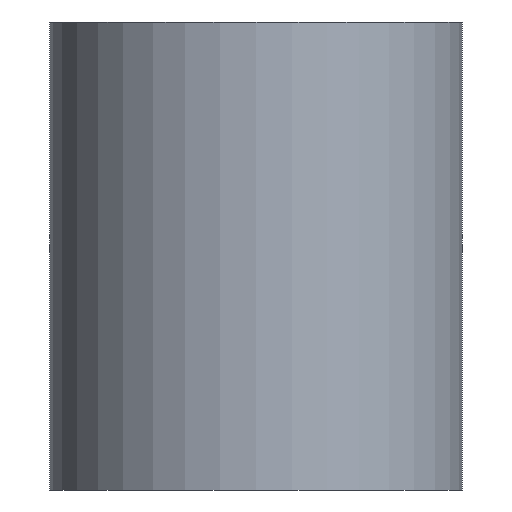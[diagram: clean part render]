
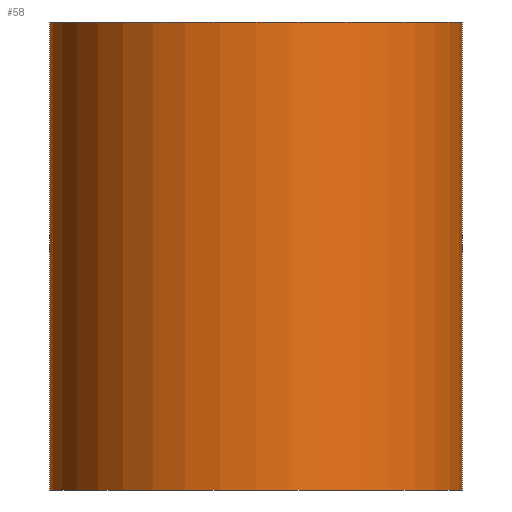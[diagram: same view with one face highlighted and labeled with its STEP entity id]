
A CAD part, front view. The second image highlights one B-rep face of the part: STEP entity #58.
In plain terms, the highlighted cylindrical face has radius 9.525 mm (diameter 19.05 mm), a full revolution.
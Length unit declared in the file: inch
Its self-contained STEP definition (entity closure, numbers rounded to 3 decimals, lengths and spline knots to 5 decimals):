
#20=FACE_BOUND('',#30,.T.);
#24=FACE_OUTER_BOUND('',#29,.T.);
#29=EDGE_LOOP('',(#49));
#30=EDGE_LOOP('',(#50));
#37=CIRCLE('',#67,0.375);
#38=CIRCLE('',#68,0.375);
#41=VERTEX_POINT('',#96);
#42=VERTEX_POINT('',#98);
#45=EDGE_CURVE('',#41,#41,#37,.T.);
#46=EDGE_CURVE('',#42,#42,#38,.T.);
#49=ORIENTED_EDGE('',*,*,#45,.F.);
#50=ORIENTED_EDGE('',*,*,#46,.T.);
#56=CYLINDRICAL_SURFACE('',#66,0.375);
#58=ADVANCED_FACE('',(#24,#20),#56,.T.);
#66=AXIS2_PLACEMENT_3D('',#95,#79,#80);
#67=AXIS2_PLACEMENT_3D('',#97,#81,#82);
#68=AXIS2_PLACEMENT_3D('',#99,#83,#84);
#79=DIRECTION('center_axis',(0.,0.,-1.));
#80=DIRECTION('ref_axis',(-1.,0.,0.));
#81=DIRECTION('center_axis',(0.,0.,1.));
#82=DIRECTION('ref_axis',(1.,0.,0.));
#83=DIRECTION('center_axis',(0.,0.,1.));
#84=DIRECTION('ref_axis',(1.,0.,0.));
#95=CARTESIAN_POINT('Origin',(0.,0.,0.85));
#96=CARTESIAN_POINT('',(-0.375,0.,0.85));
#97=CARTESIAN_POINT('Origin',(0.,0.,0.85));
#98=CARTESIAN_POINT('',(-0.375,0.,0.));
#99=CARTESIAN_POINT('Origin',(0.,0.,0.));
